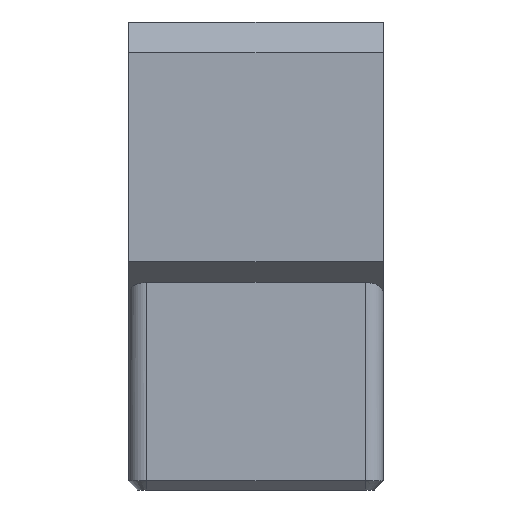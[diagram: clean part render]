
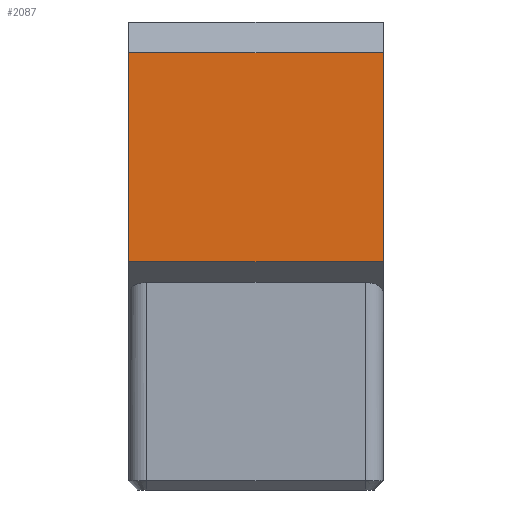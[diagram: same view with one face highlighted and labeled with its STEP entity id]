
A CAD part, left-side view. The second image highlights one B-rep face of the part: STEP entity #2087.
In plain terms, the highlighted planar face has unit normal (-1, 0, 0).
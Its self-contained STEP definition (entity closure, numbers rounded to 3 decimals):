
#73=PLANE('',#2224);
#176=FACE_OUTER_BOUND('',#283,.T.);
#283=EDGE_LOOP('',(#1793,#1794,#1795,#1796));
#355=LINE('',#2852,#628);
#371=LINE('',#2884,#644);
#551=LINE('',#3292,#824);
#552=LINE('',#3294,#825);
#628=VECTOR('',#2298,10.);
#644=VECTOR('',#2318,10.);
#824=VECTOR('',#2672,10.);
#825=VECTOR('',#2675,10.);
#915=VERTEX_POINT('',#2849);
#916=VERTEX_POINT('',#2851);
#929=VERTEX_POINT('',#2881);
#930=VERTEX_POINT('',#2883);
#1115=EDGE_CURVE('',#916,#915,#355,.T.);
#1131=EDGE_CURVE('',#929,#930,#371,.T.);
#1339=EDGE_CURVE('',#929,#916,#551,.T.);
#1340=EDGE_CURVE('',#930,#915,#552,.T.);
#1793=ORIENTED_EDGE('',*,*,#1115,.T.);
#1794=ORIENTED_EDGE('',*,*,#1340,.F.);
#1795=ORIENTED_EDGE('',*,*,#1131,.F.);
#1796=ORIENTED_EDGE('',*,*,#1339,.T.);
#2087=ADVANCED_FACE('',(#176),#73,.T.);
#2224=AXIS2_PLACEMENT_3D('',#3293,#2673,#2674);
#2298=DIRECTION('',(0.,0.,-1.));
#2318=DIRECTION('',(0.,0.,-1.));
#2672=DIRECTION('',(0.,1.,0.));
#2673=DIRECTION('center_axis',(-1.,0.,0.));
#2674=DIRECTION('ref_axis',(0.,0.,
1.));
#2675=DIRECTION('',(0.,1.,0.));
#2849=CARTESIAN_POINT('',(-8.,56.,47.287));
#2851=CARTESIAN_POINT('',(-8.,56.,93.287));
#2852=CARTESIAN_POINT('',(-8.,56.,59.311));
#2881=CARTESIAN_POINT('',(-8.,0.,93.287));
#2883=CARTESIAN_POINT('',(-8.,0.,47.287));
#2884=CARTESIAN_POINT('',(-8.,0.,93.287));
#3292=CARTESIAN_POINT('',(-8.,0.,93.287));
#3293=CARTESIAN_POINT('Origin',(-8.,0.,
47.287));
#3294=CARTESIAN_POINT('',(-8.,0.,47.287));
